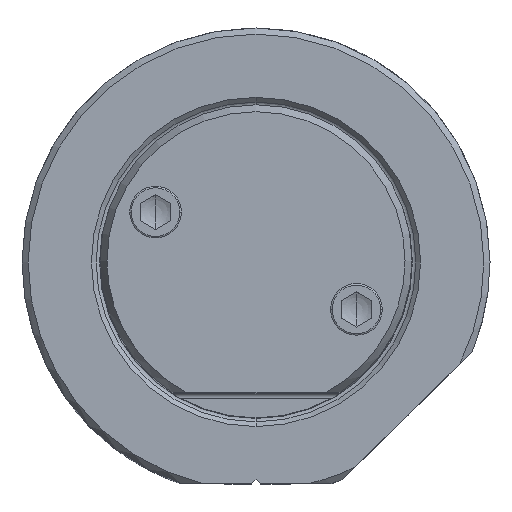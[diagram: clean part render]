
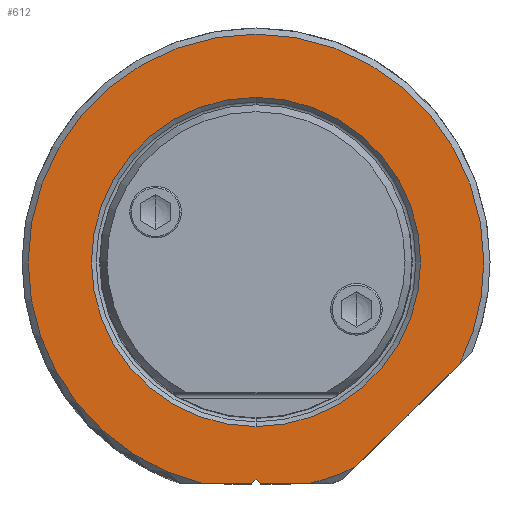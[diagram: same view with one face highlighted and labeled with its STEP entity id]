
A CAD part, top view. The second image highlights one B-rep face of the part: STEP entity #612.
In plain terms, the highlighted planar face has unit normal (0, 0, 1).
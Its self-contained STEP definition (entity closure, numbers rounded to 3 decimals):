
#189=PLANE('',#5646);
#612=ADVANCED_FACE('',(#918,#919),#189,.T.);
#918=FACE_BOUND('',#1036,.T.);
#919=FACE_BOUND('',#1037,.T.);
#1036=EDGE_LOOP('',(#2765,#2766,#2767,#2768,#2769,#2770,#2771,#2772,#2773));
#1037=EDGE_LOOP('',(#2774,#2775));
#1331=CIRCLE('',#5639,18.55);
#1332=CIRCLE('',#5641,18.55);
#1333=CIRCLE('',#5642,18.55);
#1334=CIRCLE('',#5643,18.55);
#1335=CIRCLE('',#5644,13.4);
#1336=CIRCLE('',#5645,13.4);
#1656=LINE('',#11518,#1960);
#1659=LINE('',#11544,#1963);
#1660=LINE('',#11546,#1964);
#1661=LINE('',#11548,#1965);
#1662=LINE('',#11550,#1966);
#1960=VECTOR('',#6573,1.);
#1963=VECTOR('',#6592,1.);
#1964=VECTOR('',#6593,1.);
#1965=VECTOR('',#6594,1.);
#1966=VECTOR('',#6595,1.);
#2765=ORIENTED_EDGE('',*,*,#4634,.T.);
#2766=ORIENTED_EDGE('',*,*,#4628,.T.);
#2767=ORIENTED_EDGE('',*,*,#4635,.T.);
#2768=ORIENTED_EDGE('',*,*,#4636,.T.);
#2769=ORIENTED_EDGE('',*,*,#4637,.T.);
#2770=ORIENTED_EDGE('',*,*,#4638,.F.);
#2771=ORIENTED_EDGE('',*,*,#4639,.T.);
#2772=ORIENTED_EDGE('',*,*,#4640,.T.);
#2773=ORIENTED_EDGE('',*,*,#4641,.F.);
#2774=ORIENTED_EDGE('',*,*,#4642,.T.);
#2775=ORIENTED_EDGE('',*,*,#4643,.T.);
#3999=VERTEX_POINT('',#11517);
#4000=VERTEX_POINT('',#11519);
#4003=VERTEX_POINT('',#11535);
#4004=VERTEX_POINT('',#11539);
#4005=VERTEX_POINT('',#11541);
#4006=VERTEX_POINT('',#11543);
#4007=VERTEX_POINT('',#11545);
#4008=VERTEX_POINT('',#11547);
#4009=VERTEX_POINT('',#11549);
#4010=VERTEX_POINT('',#11552);
#4011=VERTEX_POINT('',#11553);
#4628=EDGE_CURVE('',#4000,#3999,#1656,.T.);
#4634=EDGE_CURVE('',#4003,#4000,#1331,.T.);
#4635=EDGE_CURVE('',#3999,#4004,#1332,.T.);
#4636=EDGE_CURVE('',#4004,#4005,#1333,.T.);
#4637=EDGE_CURVE('',#4005,#4006,#1334,.T.);
#4638=EDGE_CURVE('',#4007,#4006,#1659,.T.);
#4639=EDGE_CURVE('',#4007,#4008,#1660,.T.);
#4640=EDGE_CURVE('',#4008,#4009,#1661,.T.);
#4641=EDGE_CURVE('',#4003,#4009,#1662,.T.);
#4642=EDGE_CURVE('',#4010,#4011,#1335,.T.);
#4643=EDGE_CURVE('',#4011,#4010,#1336,.T.);
#5639=AXIS2_PLACEMENT_3D('',#11536,#6582,#6583);
#5641=AXIS2_PLACEMENT_3D('',#11538,#6586,#6587);
#5642=AXIS2_PLACEMENT_3D('',#11540,#6588,#6589);
#5643=AXIS2_PLACEMENT_3D('',#11542,#6590,#6591);
#5644=AXIS2_PLACEMENT_3D('',#11551,#6596,#6597);
#5645=AXIS2_PLACEMENT_3D('',#11554,#6598,#6599);
#5646=AXIS2_PLACEMENT_3D('',#11555,#6600,#6601);
#6573=DIRECTION('',(0.714,0.7,0.));
#6582=DIRECTION('',(0.,0.,1.));
#6583=DIRECTION('',(0.231,-0.973,0.));
#6586=DIRECTION('',(0.,0.,1.));
#6587=DIRECTION('',(0.894,-0.448,0.));
#6588=DIRECTION('',(0.,0.,1.));
#6589=DIRECTION('',(1.,0.,0.));
#6590=DIRECTION('',(0.,0.,1.));
#6591=DIRECTION('',(-1.,0.,0.));
#6592=DIRECTION('',(-1.,0.,0.));
#6593=DIRECTION('',(0.707,0.707,0.));
#6594=DIRECTION('',(0.707,-0.707,0.));
#6595=DIRECTION('',(-1.,0.,0.));
#6596=DIRECTION('',(0.,0.,-1.));
#6597=DIRECTION('',(0.,1.,0.));
#6598=DIRECTION('',(0.,0.,-1.));
#6599=DIRECTION('',(0.,-1.,0.));
#6600=DIRECTION('',(0.,0.,1.));
#6601=DIRECTION('',(0.,1.,0.));
#11517=CARTESIAN_POINT('',(16.581,-8.317,0.));
#11518=CARTESIAN_POINT('',(8.005,-16.734,0.));
#11519=CARTESIAN_POINT('',(8.005,-16.734,0.));
#11535=CARTESIAN_POINT('',(4.278,-18.05,0.));
#11536=CARTESIAN_POINT('',(0.,0.,0.));
#11538=CARTESIAN_POINT('',(0.,0.,0.));
#11539=CARTESIAN_POINT('',(18.55,0.,0.));
#11540=CARTESIAN_POINT('',(0.,0.,0.));
#11541=CARTESIAN_POINT('',(-18.55,0.,0.));
#11542=CARTESIAN_POINT('',(0.,0.,0.));
#11543=CARTESIAN_POINT('',(-4.278,-18.05,0.));
#11544=CARTESIAN_POINT('',(-0.354,-18.05,0.));
#11545=CARTESIAN_POINT('',(-0.354,-18.05,0.));
#11546=CARTESIAN_POINT('',(-0.354,-18.05,0.));
#11547=CARTESIAN_POINT('',(0.,-17.696,0.));
#11548=CARTESIAN_POINT('',(0.,-17.696,0.));
#11549=CARTESIAN_POINT('',(0.354,-18.05,0.));
#11550=CARTESIAN_POINT('',(4.278,-18.05,0.));
#11551=CARTESIAN_POINT('',(0.,0.,0.));
#11552=CARTESIAN_POINT('',(0.,13.4,0.));
#11553=CARTESIAN_POINT('',(0.,-13.4,0.));
#11554=CARTESIAN_POINT('',(0.,0.,0.));
#11555=CARTESIAN_POINT('',(0.,0.25,0.));
